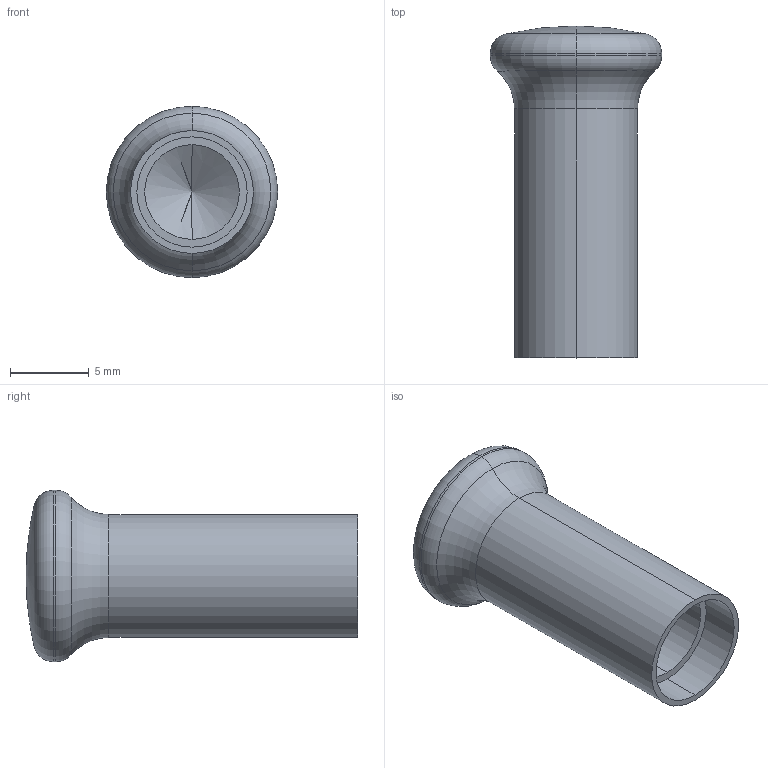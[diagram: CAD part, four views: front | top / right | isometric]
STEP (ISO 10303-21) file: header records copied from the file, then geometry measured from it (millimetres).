
FILE_DESCRIPTION (( 'STEP AP214' ), '1' );
FILE_NAME ('Tall Locking Bat.STEP', '2021-01-03T15:14:16', ( '' ), ( '' ), 'SwSTEP 2.0', 'SolidWorks 2019', '' );
FILE_SCHEMA (( 'AUTOMOTIVE_DESIGN' ));
Length unit declared in the file: inch
Products named in the file (1): Tall Locking Bat
Bounding box: 10.87 x 21.06 x 10.87 mm (x, y, z)
Volume: 618.8 mm3; surface area: 978.7 mm2
Topology: 1 solids, 1 shells, 20 faces, 40 edges, 22 vertices
Faces by surface type: cylinder 8, torus 6, cone 2, sphere 2, plane 2
Entity records: 576 total; most frequent: DIRECTION 108, CARTESIAN_POINT 81, ORIENTED_EDGE 76, AXIS2_PLACEMENT_3D 49, EDGE_CURVE 38, CIRCLE 28, EDGE_LOOP 22, VERTEX_POINT 22
